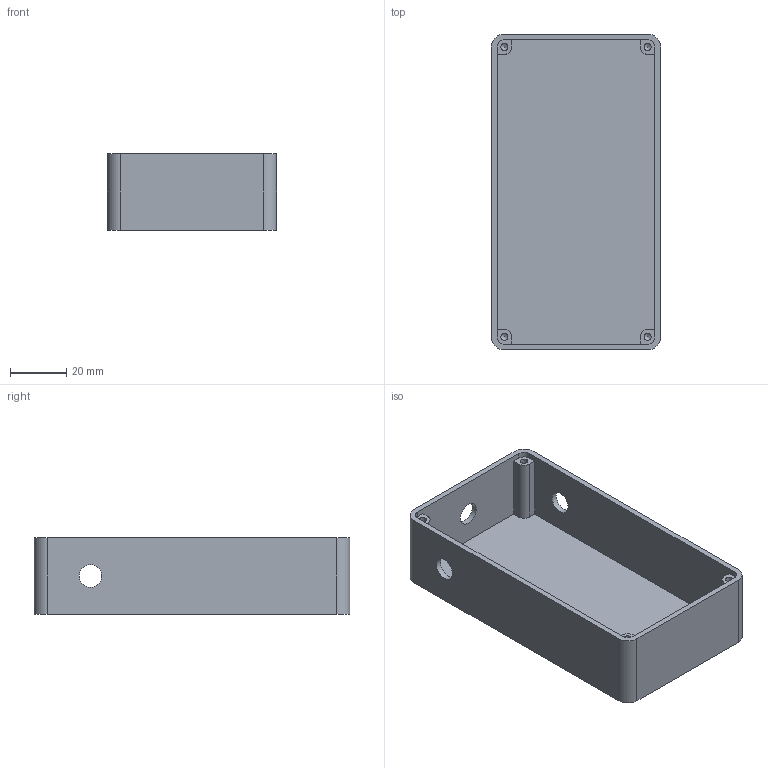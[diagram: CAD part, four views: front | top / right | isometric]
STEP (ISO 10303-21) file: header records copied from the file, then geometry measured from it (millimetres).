
FILE_DESCRIPTION(/* description */ (''),/* implementation_level */ '2;1');
FILE_NAME(/* name */ 'bottom_shield.step',/* time_stamp */ '2025-12-16T15:17:47+01:00',/* author */ (''),/* organization */ (''),/* preprocessor_version */ 'ST-DEVELOPER v20.1',/* originating_system */ 'Autodesk Translation Framework v14.21.0.0',/* authorisation */ '');
FILE_SCHEMA (('AUTOMOTIVE_DESIGN { 1 0 10303 214 3 1 1 }'));
Length unit declared in the file: millimetre
Products named in the file (1): 2025-12-11-09-13-35-348
Bounding box: 60 x 112 x 27 mm (x, y, z)
Volume: 31607.8 mm3; surface area: 30737.2 mm2
Topology: 1 solids, 1 shells, 46 faces, 125 edges, 82 vertices
Faces by surface type: plane 23, cylinder 19, cone 4
Full cylindrical faces by diameter (mm): 2.529 x4, 8 x3
Entity records: 1480 total; most frequent: DIRECTION 253, CARTESIAN_POINT 250, ORIENTED_EDGE 242, EDGE_CURVE 121, AXIS2_PLACEMENT_3D 85, LINE 83, VECTOR 83, VERTEX_POINT 82
